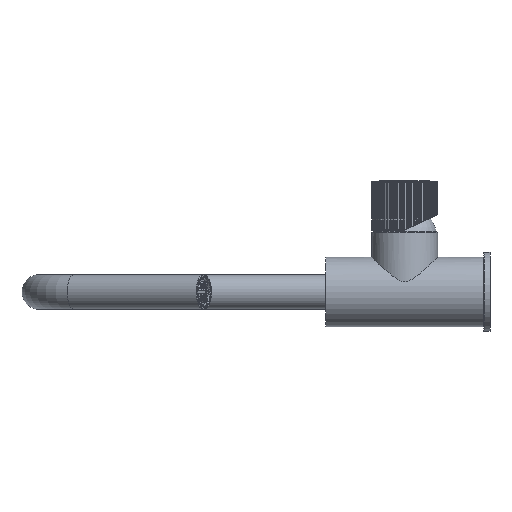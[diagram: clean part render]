
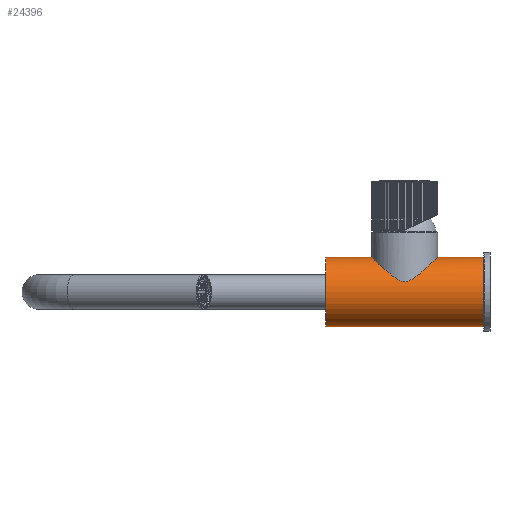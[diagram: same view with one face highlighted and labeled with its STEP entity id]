
A CAD part, left-side view. The second image highlights one B-rep face of the part: STEP entity #24396.
In plain terms, the highlighted cylindrical face has radius 22 mm (diameter 44 mm), a full revolution.
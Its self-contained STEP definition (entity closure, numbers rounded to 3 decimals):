
#914=LINE('',#54743,#2047);
#915=LINE('',#54763,#2048);
#2047=VECTOR('',#44210,1000.);
#2048=VECTOR('',#44211,1000.);
#3412=CYLINDRICAL_SURFACE('',#39297,22.);
#3646=B_SPLINE_CURVE_WITH_KNOTS('',3,(#54746,#54747,#54748,#54749,#54750,
#54751,#54752,#54753,#54754,#54755,#54756,#54757,#54758,#54759,#54760,#54761),
 .UNSPECIFIED.,.F.,.F.,(4,1,1,1,1,1,1,1,1,1,1,1,1,4),(0.,
0.004,0.007,0.014,0.022,
0.025,0.029,0.036,0.04,
0.043,0.047,0.05,0.054,
0.058),.UNSPECIFIED.);
#3647=B_SPLINE_CURVE_WITH_KNOTS('',3,(#54765,#54766,#54767,#54768,#54769,
#54770,#54771,#54772,#54773,#54774,#54775,#54776,#54777,#54778,#54779,#54780),
 .UNSPECIFIED.,.F.,.F.,(4,1,1,1,1,1,1,1,1,1,1,1,1,4),(0.,
0.004,0.007,0.014,0.022,
0.025,0.029,0.032,0.036,
0.04,0.043,0.05,0.054,
0.058),.UNSPECIFIED.);
#7096=ORIENTED_EDGE('',*,*,#12777,.T.);
#7097=ORIENTED_EDGE('',*,*,#12778,.F.);
#7098=ORIENTED_EDGE('',*,*,#12779,.F.);
#7099=ORIENTED_EDGE('',*,*,#12780,.T.);
#7100=ORIENTED_EDGE('',*,*,#12781,.F.);
#7101=ORIENTED_EDGE('',*,*,#12782,.T.);
#12777=EDGE_CURVE('',#15951,#15951,#17938,.T.);
#12778=EDGE_CURVE('',#15952,#15952,#17939,.T.);
#12779=EDGE_CURVE('',#15953,#15954,#914,.T.);
#12780=EDGE_CURVE('',#15953,#15955,#3646,.T.);
#12781=EDGE_CURVE('',#15956,#15955,#915,.F.);
#12782=EDGE_CURVE('',#15956,#15954,#3647,.T.);
#15951=VERTEX_POINT('',#54740);
#15952=VERTEX_POINT('',#54742);
#15953=VERTEX_POINT('',#54744);
#15954=VERTEX_POINT('',#54745);
#15955=VERTEX_POINT('',#54762);
#15956=VERTEX_POINT('',#54764);
#17938=CIRCLE('',#39298,22.);
#17939=CIRCLE('',#39299,22.);
#19662=EDGE_LOOP('',(#7096));
#19663=EDGE_LOOP('',(#7097));
#19664=EDGE_LOOP('',(#7098,#7099,#7100,#7101));
#21760=FACE_BOUND('',#19662,.T.);
#21761=FACE_BOUND('',#19663,.T.);
#21762=FACE_BOUND('',#19664,.T.);
#24396=ADVANCED_FACE('',(#21760,#21761,#21762),#3412,.T.);
#39297=AXIS2_PLACEMENT_3D('',#54738,#44204,#44205);
#39298=AXIS2_PLACEMENT_3D('',#54739,#44206,#44207);
#39299=AXIS2_PLACEMENT_3D('',#54741,#44208,#44209);
#44204=DIRECTION('',(0.,0.,-1.));
#44205=DIRECTION('',(-1.,0.,0.));
#44206=DIRECTION('',(0.,0.,-1.));
#44207=DIRECTION('',(-1.,0.,0.));
#44208=DIRECTION('',(0.,0.,-1.));
#44209=DIRECTION('',(-1.,0.,0.));
#44210=DIRECTION('',(0.,0.,-1.));
#44211=DIRECTION('',(0.,0.,-1.));
#54738=CARTESIAN_POINT('',(0.,0.,90.));
#54739=CARTESIAN_POINT('',(0.,0.,100.));
#54740=CARTESIAN_POINT('',(-22.,0.,100.));
#54741=CARTESIAN_POINT('',(0.,0.,0.));
#54742=CARTESIAN_POINT('',(-22.,0.,0.));
#54743=CARTESIAN_POINT('',(11.25,-18.906,90.));
#54744=CARTESIAN_POINT('',(11.25,-18.906,53.623));
#54745=CARTESIAN_POINT('',(11.25,-18.906,46.377));
#54746=CARTESIAN_POINT('',(11.25,-18.906,53.623));
#54747=CARTESIAN_POINT('',(11.62,-18.686,54.772));
#54748=CARTESIAN_POINT('',(12.598,-18.074,56.879));
#54749=CARTESIAN_POINT('',(14.987,-16.242,60.694));
#54750=CARTESIAN_POINT('',(18.109,-12.958,64.705));
#54751=CARTESIAN_POINT('',(20.645,-8.189,67.693));
#54752=CARTESIAN_POINT('',(21.794,-3.65,69.015));
#54753=CARTESIAN_POINT('',(22.207,1.212,69.485));
#54754=CARTESIAN_POINT('',(21.377,6.016,68.544));
#54755=CARTESIAN_POINT('',(19.635,10.092,66.504));
#54756=CARTESIAN_POINT('',(18.037,12.712,64.574));
#54757=CARTESIAN_POINT('',(16.242,14.921,62.294));
#54758=CARTESIAN_POINT('',(14.402,16.69,59.76));
#54759=CARTESIAN_POINT('',(12.599,18.074,56.882));
#54760=CARTESIAN_POINT('',(11.619,18.686,54.77));
#54761=CARTESIAN_POINT('',(11.25,18.906,53.623));
#54762=CARTESIAN_POINT('',(11.25,18.906,53.623));
#54763=CARTESIAN_POINT('',(11.25,18.906,90.));
#54764=CARTESIAN_POINT('',(11.25,18.906,46.377));
#54765=CARTESIAN_POINT('',(11.25,18.906,46.377));
#54766=CARTESIAN_POINT('',(11.62,18.686,45.228));
#54767=CARTESIAN_POINT('',(12.597,18.075,43.122));
#54768=CARTESIAN_POINT('',(14.985,16.244,39.31));
#54769=CARTESIAN_POINT('',(18.105,12.964,35.3));
#54770=CARTESIAN_POINT('',(20.64,8.195,32.312));
#54771=CARTESIAN_POINT('',(21.792,3.669,30.987));
#54772=CARTESIAN_POINT('',(22.102,-0.003,30.634));
#54773=CARTESIAN_POINT('',(21.801,-3.606,30.977));
#54774=CARTESIAN_POINT('',(20.94,-7.034,31.968));
#54775=CARTESIAN_POINT('',(19.64,-10.082,33.489));
#54776=CARTESIAN_POINT('',(17.509,-13.58,36.067));
#54777=CARTESIAN_POINT('',(14.991,-16.239,39.305));
#54778=CARTESIAN_POINT('',(12.616,-18.062,43.086));
#54779=CARTESIAN_POINT('',(11.618,-18.687,45.234));
#54780=CARTESIAN_POINT('',(11.25,-18.906,46.377));
